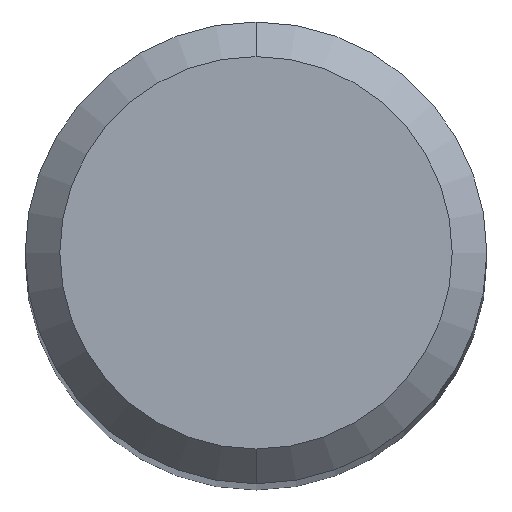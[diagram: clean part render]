
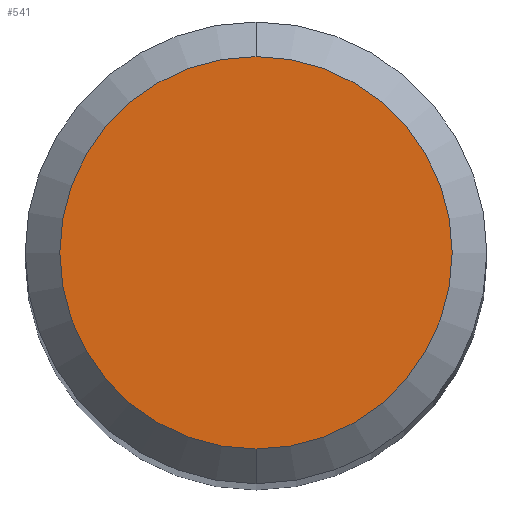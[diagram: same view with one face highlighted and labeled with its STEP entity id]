
A CAD part, top view. The second image highlights one B-rep face of the part: STEP entity #541.
In plain terms, the highlighted planar face has unit normal (0, 0, 1).
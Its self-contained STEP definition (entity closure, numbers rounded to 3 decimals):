
#541=ADVANCED_FACE('',(#1240),#1241,.T.);
#815=VERTEX_POINT('',#1538);
#855=EDGE_CURVE('',#815,#969,#1584,.T.);
#863=EDGE_CURVE('',#969,#815,#1592,.T.);
#969=VERTEX_POINT('',#1706);
#1240=FACE_OUTER_BOUND('',#2709,.T.);
#1241=PLANE('',#2710);
#1538=CARTESIAN_POINT('',(0.,-1.7,0.0));
#1584=CIRCLE('',#4628,1.7);
#1592=CIRCLE('',#4657,1.7);
#1706=CARTESIAN_POINT('',(0.0,1.7,0.0));
#2709=EDGE_LOOP('',(#5525,#5526));
#2710=AXIS2_PLACEMENT_3D('',#5527,#5528,#5529);
#4628=AXIS2_PLACEMENT_3D('',#5882,#5883,#5884);
#4657=AXIS2_PLACEMENT_3D('',#5885,#5886,#5887);
#5525=ORIENTED_EDGE('',*,*,#863,.F.);
#5526=ORIENTED_EDGE('',*,*,#855,.F.);
#5527=CARTESIAN_POINT('',(0.0,0.85,0.0));
#5528=DIRECTION('',(-0.0,0.0,1.0));
#5529=DIRECTION('',(0.0,-1.0,0.0));
#5882=CARTESIAN_POINT('',(0.0,0.0,0.0));
#5883=DIRECTION('',(0.0,0.0,-1.0));
#5884=DIRECTION('',(0.0,1.0,0.0));
#5885=CARTESIAN_POINT('',(0.0,0.0,0.0));
#5886=DIRECTION('',(0.0,0.0,-1.0));
#5887=DIRECTION('',(0.0,1.0,0.0));
